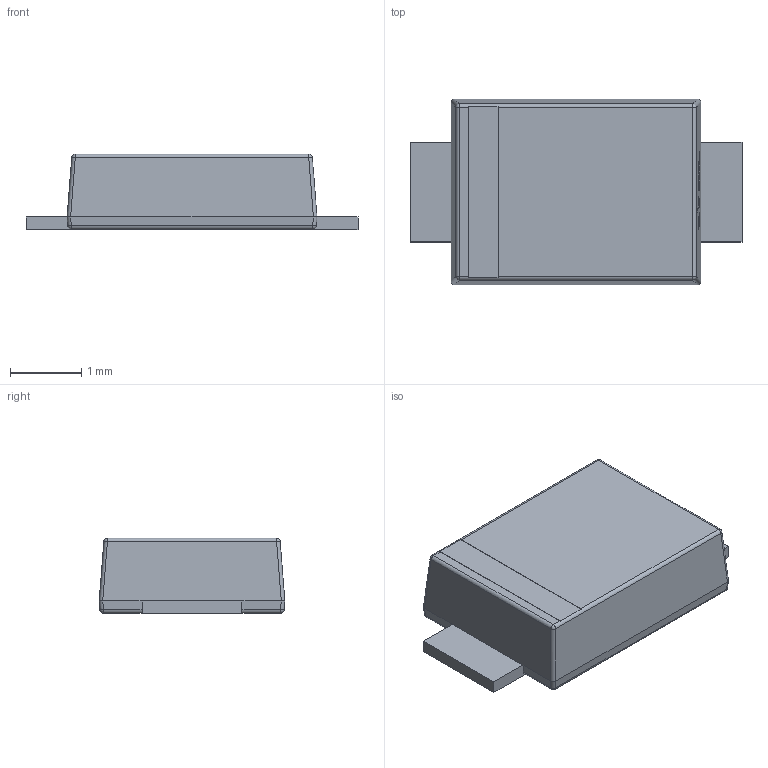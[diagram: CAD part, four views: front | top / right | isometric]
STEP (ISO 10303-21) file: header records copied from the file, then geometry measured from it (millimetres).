
FILE_DESCRIPTION (( 'STEP AP214' ), '1' );
FILE_NAME ('SMAF_L3.5-W2.6-LS4.7-RD-1.step', '2022-07-15T04:42:35', ( '' ), ( '' ), 'SwSTEP 2.0', 'SolidWorks 2020', '' );
FILE_SCHEMA (( 'AUTOMOTIVE_DESIGN' ));
Length unit declared in the file: millimetre
Products named in the file (1): SMAF_L3.5-W2.6-LS4.7-RD-1
Bounding box: 4.65 x 2.6 x 1.06 mm (x, y, z)
Volume: 9.5 mm3; surface area: 33.3 mm2
Topology: 14 solids, 14 shells, 344 faces, 891 edges, 582 vertices
Faces by surface type: plane 206, bspline 112, cylinder 18, sphere 8
Entity records: 15530 total; most frequent: CARTESIAN_POINT 3934, ORIENTED_EDGE 1782, DIRECTION 1157, EDGE_CURVE 891, VECTOR 627, LINE 627, VERTEX_POINT 582, EDGE_LOOP 363
